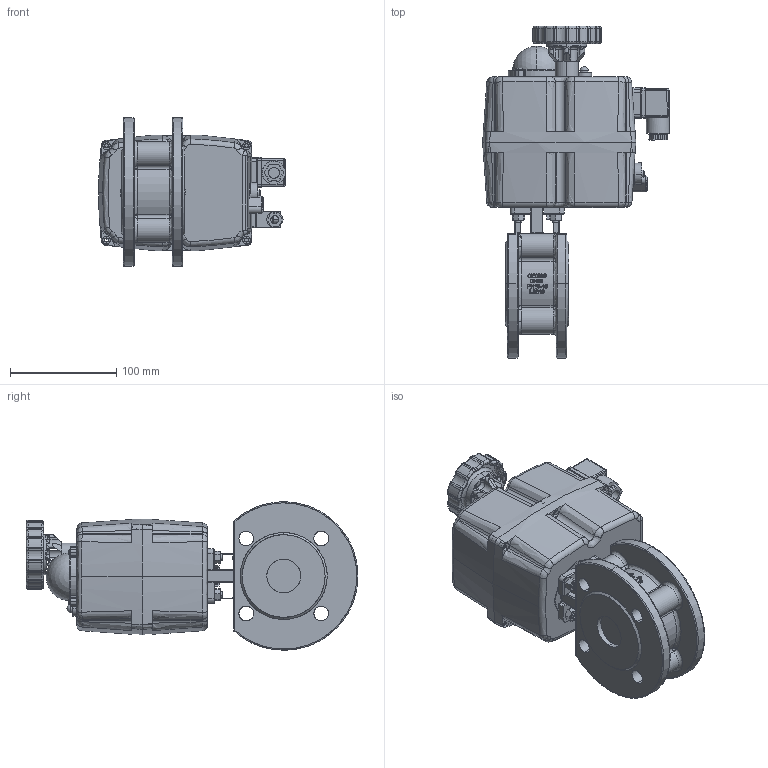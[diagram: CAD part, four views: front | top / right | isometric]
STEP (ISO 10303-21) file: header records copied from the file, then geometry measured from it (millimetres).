
FILE_DESCRIPTION (( 'STEP AP214' ), '1' );
FILE_NAME ('EK06_DN32 (EK06000006).STEP', '2022-05-12T06:17:40', ( '' ), ( '' ), 'SwSTEP 2.0', 'SolidWorks 2021', '' );
FILE_SCHEMA (( 'AUTOMOTIVE_DESIGN' ));
Length unit declared in the file: metre
Products named in the file (1): EK06_DN32 (EK06000006)
Bounding box: 176.14 x 313 x 140 mm (x, y, z)
Surface area: 189384.8 mm2 (no closed solid volume)
Topology: 0 solids, 260 shells, 1444 faces, 5492 edges, 4168 vertices
Faces by surface type: cylinder 499, plane 349, torus 283, bspline 189, cone 111, sphere 13
Entity records: 108968 total; most frequent: CARTESIAN_POINT 49731, DIRECTION 8806, ORIENTED_EDGE 7898, EDGE_CURVE 5440, VERTEX_POINT 4167, AXIS2_PLACEMENT_3D 3469, CIRCLE 2213, LINE 1868
